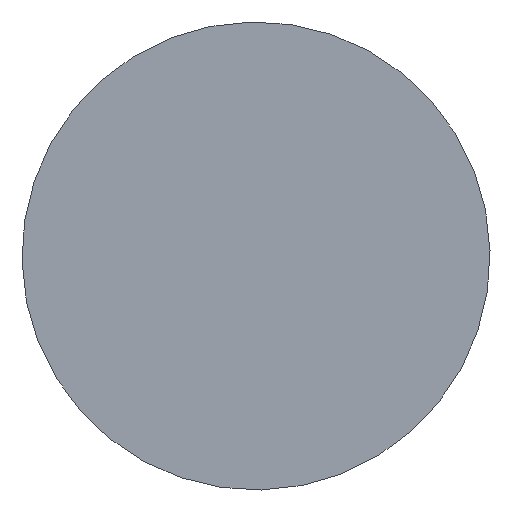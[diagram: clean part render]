
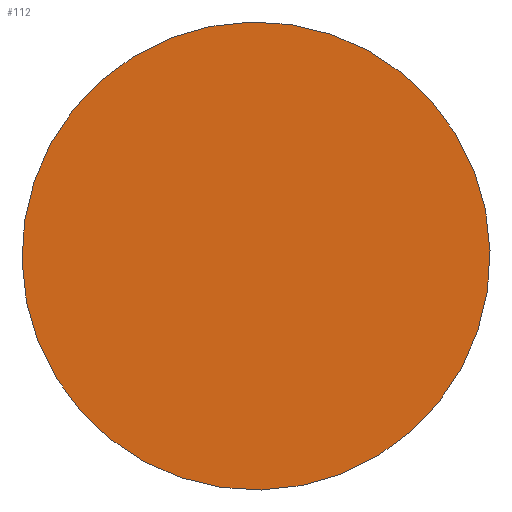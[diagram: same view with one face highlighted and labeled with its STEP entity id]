
A CAD part, front view. The second image highlights one B-rep face of the part: STEP entity #112.
In plain terms, the highlighted planar face has unit normal (0, -1, 0).
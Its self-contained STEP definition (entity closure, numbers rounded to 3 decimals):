
#58=DIRECTION('Axis2P3D Direction',(0.,1.,0.)) ;
#82=DIRECTION('Axis2P3D Direction',(0.,1.,0.)) ;
#104=DIRECTION('Axis2P3D Direction',(0.,1.,0.)) ;
#105=DIRECTION('Axis2P3D XDirection',(1.,-0.,0.)) ;
#54=CARTESIAN_POINT('Vertex',(23.971,0.,43.879)) ;
#57=CARTESIAN_POINT('Axis2P3D Location',(0.,0.,0.)) ;
#61=CARTESIAN_POINT('Vertex',(-23.971,0.,-43.879)) ;
#81=CARTESIAN_POINT('Axis2P3D Location',(0.,0.,0.)) ;
#103=CARTESIAN_POINT('Axis2P3D Location',(0.,0.,50.)) ;
#59=AXIS2_PLACEMENT_3D('Circle Axis2P3D',#57,#58,$) ;
#83=AXIS2_PLACEMENT_3D('Circle Axis2P3D',#81,#82,$) ;
#106=AXIS2_PLACEMENT_3D('Plane Axis2P3D',#103,#104,#105) ;
#63=EDGE_CURVE('',#55,#62,#60,.T.) ;
#85=EDGE_CURVE('',#62,#55,#84,.T.) ;
#107=PLANE('Plane',#106) ;
#109=ORIENTED_EDGE('',*,*,#63,.F.) ;
#110=ORIENTED_EDGE('',*,*,#85,.F.) ;
#112=ADVANCED_FACE('Corps principal',(#111),#107,.F.) ;
#60=CIRCLE('generated circle',#59,50.) ;
#84=CIRCLE('generated circle',#83,50.) ;
#55=VERTEX_POINT('',#54) ;
#62=VERTEX_POINT('',#61) ;
#108=EDGE_LOOP('',(#109,#110)) ;
#111=FACE_OUTER_BOUND('',#108,.T.) ;
